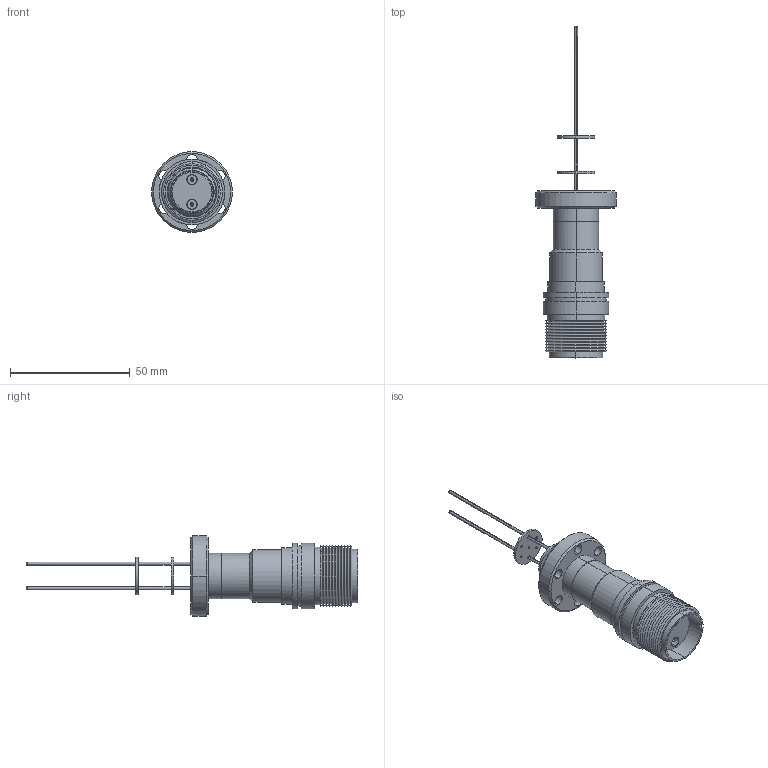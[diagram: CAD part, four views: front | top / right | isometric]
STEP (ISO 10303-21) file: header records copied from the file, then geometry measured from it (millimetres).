
FILE_DESCRIPTION (( 'STEP AP203' ), '1' );
FILE_NAME ('A3970-1-CF.STEP', '2013-03-18T19:23:48', ( '' ), ( '' ), 'SwSTEP 2.0', 'SolidWorks 2012', '' );
FILE_SCHEMA (( 'CONFIG_CONTROL_DESIGN' ));
Length unit declared in the file: inch
Products named in the file (1): A3970-1-CF
Bounding box: 33.78 x 138.78 x 33.78 mm (x, y, z)
Volume: 19896 mm3; surface area: 18641.2 mm2
Topology: 1 solids, 1 shells, 254 faces, 681 edges, 453 vertices
Faces by surface type: cylinder 119, cone 80, plane 41, bspline 14
Entity records: 12637 total; most frequent: CARTESIAN_POINT 6586, ORIENTED_EDGE 1346, DIRECTION 1056, EDGE_CURVE 673, VERTEX_POINT 453, AXIS2_PLACEMENT_3D 419, EDGE_LOOP 322, B_SPLINE_CURVE_WITH_KNOTS 269
